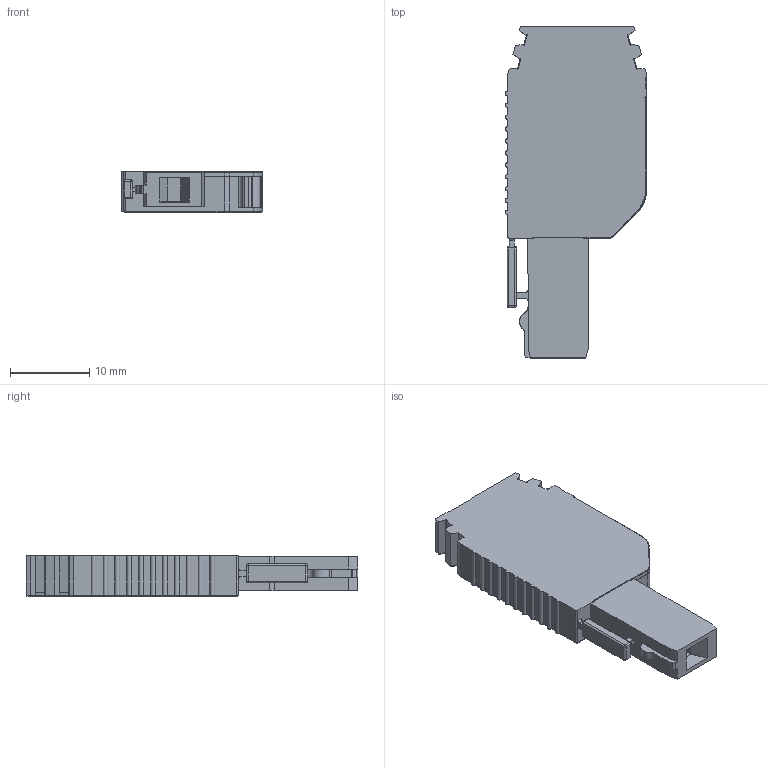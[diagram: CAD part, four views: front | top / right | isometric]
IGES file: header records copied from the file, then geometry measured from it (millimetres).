
Start section: SolidWorks IGES file using analytic representation for surfaces
Global section: file name: 310209_SG_PT 2.5_1_GR.IGS; native system: SolidWorks 2016; preprocessor: SolidWorks 2016; author: gurcang; date: 160729.075409; units: millimetre
Bounding box: 17.82 x 41.9 x 5.15 mm (x, y, z)
Surface area: 1967.4 mm2 (no closed solid volume)
Topology: 0 solids, 0 shells, 291 faces, 2039 edges, 2031 vertices
Faces by surface type: bspline 208, revolution 83
